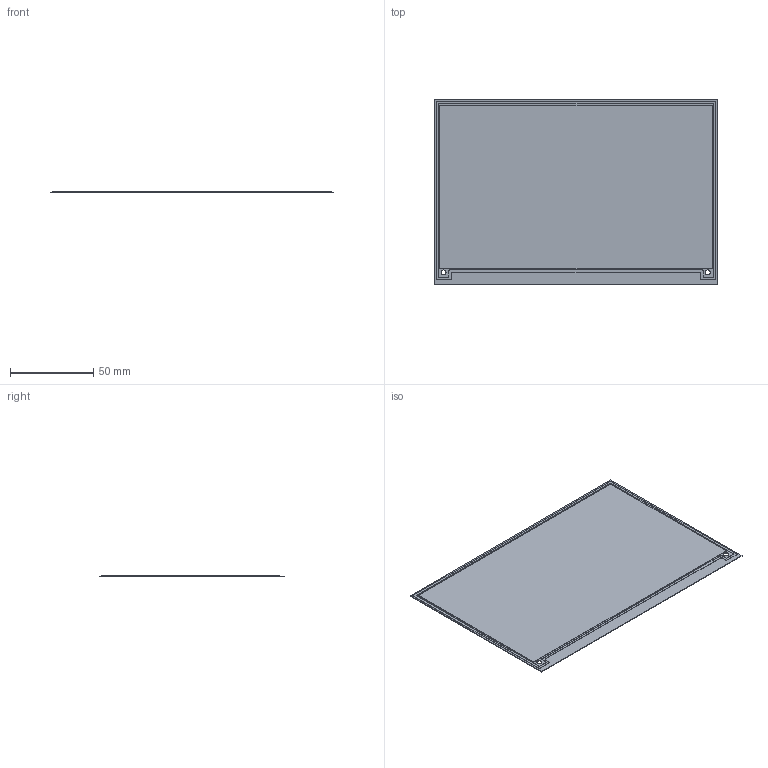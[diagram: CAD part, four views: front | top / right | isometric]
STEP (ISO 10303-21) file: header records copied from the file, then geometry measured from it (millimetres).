
FILE_DESCRIPTION(/* description */ (''),/* implementation_level */ '2;1');
FILE_NAME(/* name */ 'ePaper_7.5inch_V2 v6.step',/* time_stamp */ '2025-04-06T20:07:01+03:00',/* author */ (''),/* organization */ (''),/* preprocessor_version */ 'ST-DEVELOPER v20.1',/* originating_system */ 'Autodesk Translation Framework v14.4.0.0',/* authorisation */ '');
FILE_SCHEMA (('AUTOMOTIVE_DESIGN { 1 0 10303 214 3 1 1 }'));
Length unit declared in the file: millimetre
Products named in the file (1): ePaper_7.5inch_V2
Bounding box: 170.2 x 111.2 x 0.85 mm (x, y, z)
Volume: 2486.8 mm3; surface area: 38708.5 mm2
Topology: 4 solids, 4 shells, 62 faces, 162 edges, 108 vertices
Faces by surface type: plane 52, cylinder 10
Full cylindrical faces by diameter (mm): 3 x2
Entity records: 1936 total; most frequent: CARTESIAN_POINT 333, ORIENTED_EDGE 324, DIRECTION 308, EDGE_CURVE 162, LINE 142, VECTOR 142, VERTEX_POINT 108, AXIS2_PLACEMENT_3D 83
